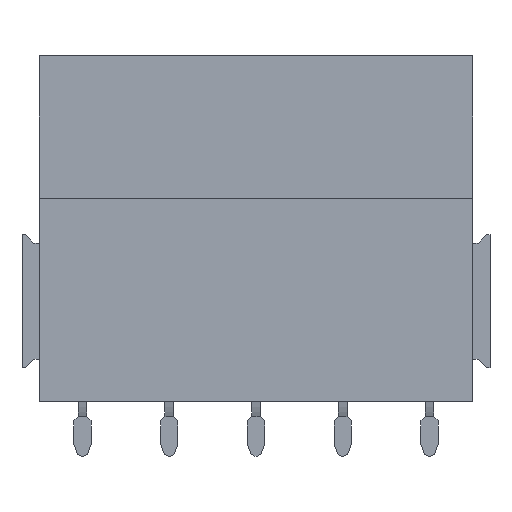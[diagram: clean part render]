
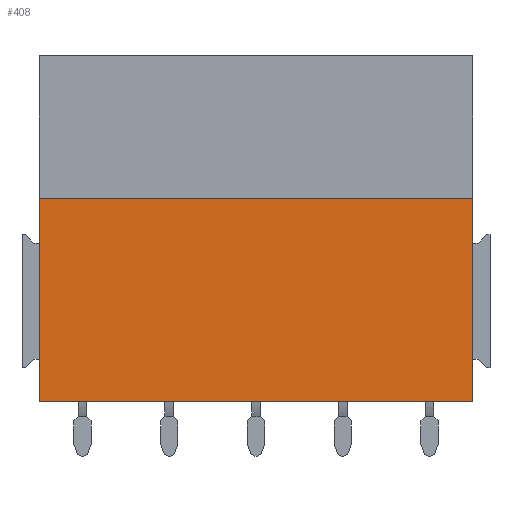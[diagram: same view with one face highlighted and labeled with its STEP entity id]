
A CAD part, front view. The second image highlights one B-rep face of the part: STEP entity #408.
In plain terms, the highlighted planar face has unit normal (0, -1, 0).
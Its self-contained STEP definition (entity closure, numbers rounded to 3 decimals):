
#381=AXIS2_PLACEMENT_3D('Plane Axis2P3D',#378,#379,#380) ;
#329=CARTESIAN_POINT('Vertex',(1.,0.,3.2)) ;
#332=CARTESIAN_POINT('Line Origine',(1.,0.,9.15)) ;
#336=CARTESIAN_POINT('Vertex',(1.,0.,15.1)) ;
#378=CARTESIAN_POINT('Axis2P3D Location',(6.08,0.,0.)) ;
#383=CARTESIAN_POINT('Line Origine',(26.4,0.,9.15)) ;
#387=CARTESIAN_POINT('Vertex',(26.4,0.,3.2)) ;
#389=CARTESIAN_POINT('Vertex',(26.4,0.,15.1)) ;
#392=CARTESIAN_POINT('Line Origine',(13.7,0.,15.1)) ;
#397=CARTESIAN_POINT('Line Origine',(13.7,0.,3.2)) ;
#333=DIRECTION('Vector Direction',(0.,0.,1.)) ;
#379=DIRECTION('Axis2P3D Direction',(0.,1.,-0.)) ;
#380=DIRECTION('Axis2P3D XDirection',(-1.,0.,0.)) ;
#384=DIRECTION('Vector Direction',(0.,0.,1.)) ;
#393=DIRECTION('Vector Direction',(1.,0.,0.)) ;
#398=DIRECTION('Vector Direction',(-1.,0.,0.)) ;
#334=VECTOR('Line Direction',#333,1.) ;
#385=VECTOR('Line Direction',#384,1.) ;
#394=VECTOR('Line Direction',#393,1.) ;
#399=VECTOR('Line Direction',#398,1.) ;
#403=ORIENTED_EDGE('',*,*,#391,.T.) ;
#404=ORIENTED_EDGE('',*,*,#396,.F.) ;
#405=ORIENTED_EDGE('',*,*,#338,.F.) ;
#406=ORIENTED_EDGE('',*,*,#401,.F.) ;
#408=ADVANCED_FACE('BLL5.08/05/180B 3.2SNOR 1682760000',(#407),#382,.F.) ;
#338=EDGE_CURVE('',#330,#337,#335,.T.) ;
#391=EDGE_CURVE('',#388,#390,#386,.T.) ;
#396=EDGE_CURVE('',#337,#390,#395,.T.) ;
#401=EDGE_CURVE('',#388,#330,#400,.T.) ;
#402=EDGE_LOOP('',(#403,#404,#405,#406)) ;
#407=FACE_OUTER_BOUND('',#402,.T.) ;
#335=LINE('Line',#332,#334) ;
#386=LINE('Line',#383,#385) ;
#395=LINE('Line',#392,#394) ;
#400=LINE('Line',#397,#399) ;
#382=PLANE('',#381) ;
#330=VERTEX_POINT('',#329) ;
#337=VERTEX_POINT('',#336) ;
#388=VERTEX_POINT('',#387) ;
#390=VERTEX_POINT('',#389) ;
